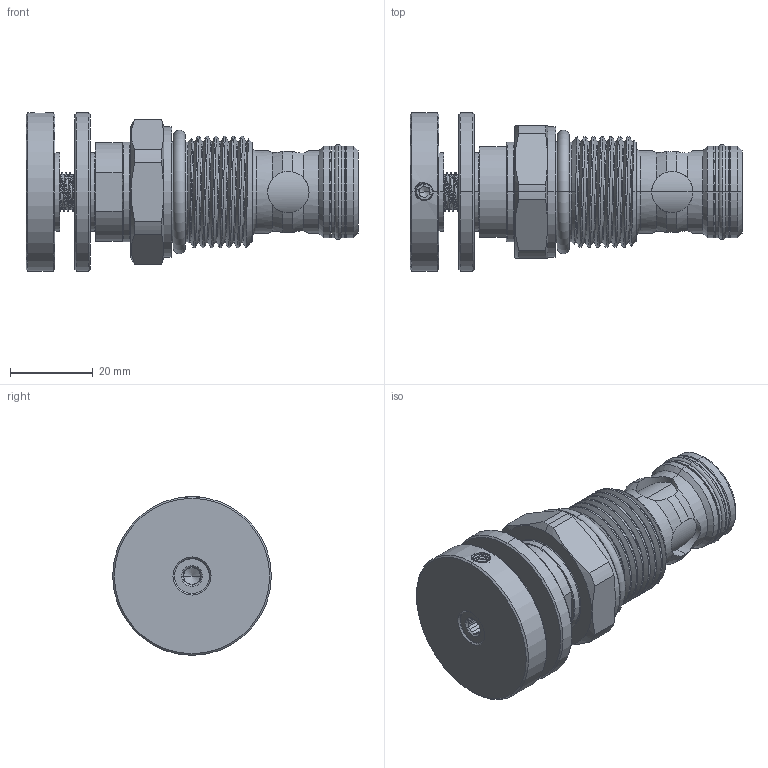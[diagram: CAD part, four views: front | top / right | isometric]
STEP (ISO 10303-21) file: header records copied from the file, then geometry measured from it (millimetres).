
FILE_DESCRIPTION (( 'STEP AP203' ), '1' );
FILE_NAME ('NC12W20-B.STEP', '2020-10-16T07:05:03', ( '' ), ( '' ), 'SwSTEP 2.0', 'SolidWorks 2018', '' );
FILE_SCHEMA (( 'CONFIG_CONTROL_DESIGN' ));
Length unit declared in the file: millimetre
Products named in the file (1): NC12W20-B
Bounding box: 80.36 x 38.4 x 38.4 mm (x, y, z)
Volume: 43215.7 mm3; surface area: 16484.5 mm2
Topology: 6 solids, 6 shells, 330 faces, 853 edges, 539 vertices
Faces by surface type: cylinder 172, plane 67, cone 55, torus 24, bspline 12
Entity records: 26272 total; most frequent: CARTESIAN_POINT 18874, ORIENTED_EDGE 1698, DIRECTION 1393, EDGE_CURVE 849, AXIS2_PLACEMENT_3D 552, VERTEX_POINT 539, EDGE_LOOP 348, FACE_OUTER_BOUND 330
